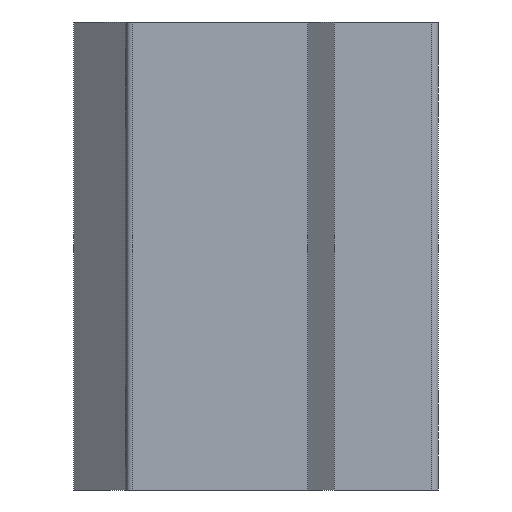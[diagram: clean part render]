
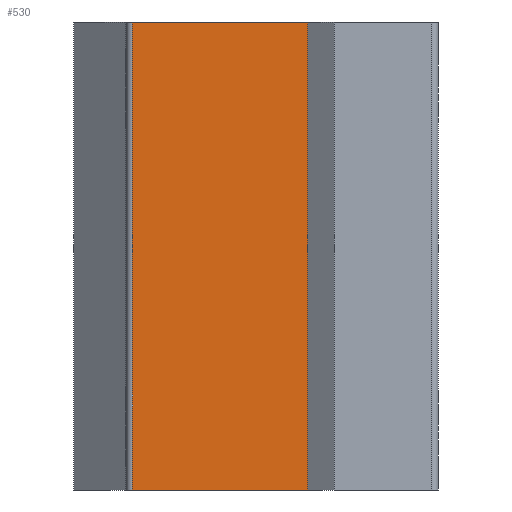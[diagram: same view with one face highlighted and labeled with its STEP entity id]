
A CAD part, left-side view. The second image highlights one B-rep face of the part: STEP entity #530.
In plain terms, the highlighted planar face has unit normal (-1, 0, 0).
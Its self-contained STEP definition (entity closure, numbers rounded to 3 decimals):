
#17 = CARTESIAN_POINT ( 'NONE',  ( -19.5, -5., -18. ) ) ;
#25 = FACE_OUTER_BOUND ( 'NONE', #577, .T. ) ;
#30 = VECTOR ( 'NONE', #1203, 1000. ) ;
#161 = LINE ( 'NONE', #1334, #813 ) ;
#209 = VERTEX_POINT ( 'NONE', #1396 ) ;
#274 = LINE ( 'NONE', #1230, #746 ) ;
#285 = DIRECTION ( 'NONE',  ( 0., 0., -1. ) ) ;
#366 = EDGE_CURVE ( 'NONE', #209, #1529, #958, .T. ) ;
#371 = ORIENTED_EDGE ( 'NONE', *, *, #1269, .T. ) ;
#387 = EDGE_CURVE ( 'NONE', #1081, #625, #1131, .T. ) ;
#440 = DIRECTION ( 'NONE',  ( 0., -1., 0. ) ) ;
#462 = ORIENTED_EDGE ( 'NONE', *, *, #366, .F. ) ;
#530 = ADVANCED_FACE ( 'NONE', ( #25 ), #709, .F. ) ;
#577 = EDGE_LOOP ( 'NONE', ( #462, #371, #1290, #906 ) ) ;
#625 = VERTEX_POINT ( 'NONE', #17 ) ;
#707 = CARTESIAN_POINT ( 'NONE',  ( -19.5, -5., 18. ) ) ;
#709 = PLANE ( 'NONE',  #1173 ) ;
#718 = VECTOR ( 'NONE', #440, 1000. ) ;
#734 = CARTESIAN_POINT ( 'NONE',  ( -19.5, 9., 18. ) ) ;
#746 = VECTOR ( 'NONE', #858, 1000. ) ;
#813 = VECTOR ( 'NONE', #285, 1000. ) ;
#840 = DIRECTION ( 'NONE',  ( 1., 0., 0. ) ) ;
#858 = DIRECTION ( 'NONE',  ( 0., 0., -1. ) ) ;
#906 = ORIENTED_EDGE ( 'NONE', *, *, #976, .F. ) ;
#954 = DIRECTION ( 'NONE',  ( 0., 0., -1. ) ) ;
#958 = LINE ( 'NONE', #1428, #30 ) ;
#976 = EDGE_CURVE ( 'NONE', #1529, #625, #274, .T. ) ;
#1016 = CARTESIAN_POINT ( 'NONE',  ( -19.5, 9., -18. ) ) ;
#1081 = VERTEX_POINT ( 'NONE', #1157 ) ;
#1131 = LINE ( 'NONE', #1016, #718 ) ;
#1157 = CARTESIAN_POINT ( 'NONE',  ( -19.5, 8.5, -18. ) ) ;
#1173 = AXIS2_PLACEMENT_3D ( 'NONE', #734, #840, #954 ) ;
#1203 = DIRECTION ( 'NONE',  ( 0., -1., 0. ) ) ;
#1230 = CARTESIAN_POINT ( 'NONE',  ( -19.5, -5., 18. ) ) ;
#1269 = EDGE_CURVE ( 'NONE', #209, #1081, #161, .T. ) ;
#1290 = ORIENTED_EDGE ( 'NONE', *, *, #387, .T. ) ;
#1334 = CARTESIAN_POINT ( 'NONE',  ( -19.5, 8.5, 18. ) ) ;
#1396 = CARTESIAN_POINT ( 'NONE',  ( -19.5, 8.5, 18. ) ) ;
#1428 = CARTESIAN_POINT ( 'NONE',  ( -19.5, 9., 18. ) ) ;
#1529 = VERTEX_POINT ( 'NONE', #707 ) ;
